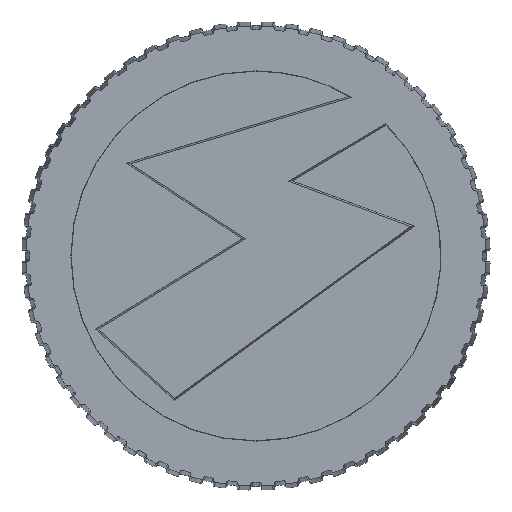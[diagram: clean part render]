
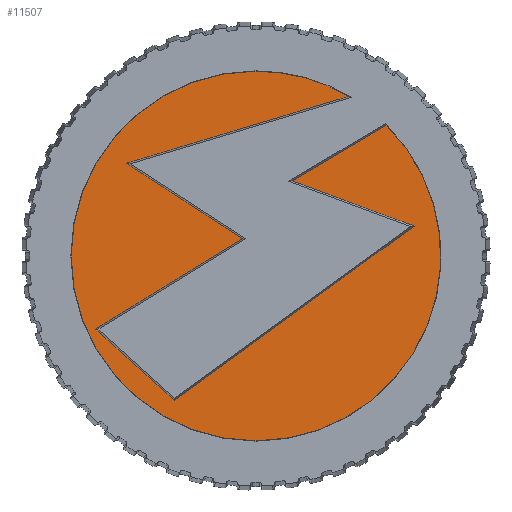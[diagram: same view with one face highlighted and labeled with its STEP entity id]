
A CAD part, front view. The second image highlights one B-rep face of the part: STEP entity #11507.
In plain terms, the highlighted planar face has unit normal (0, -1, 0).
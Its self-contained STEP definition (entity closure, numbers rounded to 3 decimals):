
#153 = AXIS2_PLACEMENT_3D ( 'NONE', #17918, #27096, #26786 ) ;
#392 = CIRCLE ( 'NONE', #22954, 10.283 ) ;
#1480 = ORIENTED_EDGE ( 'NONE', *, *, #15154, .T. ) ;
#1753 = CARTESIAN_POINT ( 'NONE',  ( 8.797, 0.5, 1.665 ) ) ;
#2024 = EDGE_CURVE ( 'NONE', #18391, #27821, #26567, .T. ) ;
#2084 = ORIENTED_EDGE ( 'NONE', *, *, #18093, .F. ) ;
#2329 = DIRECTION ( 'NONE',  ( 0., -1., 0. ) ) ;
#2364 = ORIENTED_EDGE ( 'NONE', *, *, #17976, .T. ) ;
#2458 = CARTESIAN_POINT ( 'NONE',  ( -0.746, 0.5, 0.964 ) ) ;
#3175 = VERTEX_POINT ( 'NONE', #2458 ) ;
#3596 = PLANE ( 'NONE',  #29369 ) ;
#3598 = CARTESIAN_POINT ( 'NONE',  ( -4.54, 0.5, -8.03 ) ) ;
#4082 = DIRECTION ( 'NONE',  ( 0., -1., 0. ) ) ;
#6173 = DIRECTION ( 'NONE',  ( 0.86, 0., 0.511 ) ) ;
#6314 = CARTESIAN_POINT ( 'NONE',  ( 2.012, 0.5, 4.178 ) ) ;
#6463 = LINE ( 'NONE', #13534, #24484 ) ;
#7203 = ORIENTED_EDGE ( 'NONE', *, *, #7664, .F. ) ;
#7624 = EDGE_CURVE ( 'NONE', #7826, #3175, #15713, .T. ) ;
#7664 = EDGE_CURVE ( 'NONE', #16586, #28438, #22350, .T. ) ;
#7826 = VERTEX_POINT ( 'NONE', #21275 ) ;
#8154 = VERTEX_POINT ( 'NONE', #21238 ) ;
#8352 = CARTESIAN_POINT ( 'NONE',  ( -7.216, 0.5, 5.159 ) ) ;
#8800 = CARTESIAN_POINT ( 'NONE',  ( 0., 0.5, 0. ) ) ;
#9320 = EDGE_CURVE ( 'NONE', #3175, #17868, #10370, .T. ) ;
#10370 = LINE ( 'NONE', #28720, #18292 ) ;
#11122 = DIRECTION ( 'NONE',  ( -0.852, 0., -0.523 ) ) ;
#11507 = ADVANCED_FACE ( 'NONE', ( #21798 ), #3596, .T. ) ;
#11798 = DIRECTION ( 'NONE',  ( 0.743, 0., -0.67 ) ) ;
#11918 = ORIENTED_EDGE ( 'NONE', *, *, #27720, .T. ) ;
#12760 = DIRECTION ( 'NONE',  ( 0.809, 0., 0.588 ) ) ;
#13040 = AXIS2_PLACEMENT_3D ( 'NONE', #8800, #2329, #15562 ) ;
#13472 = ORIENTED_EDGE ( 'NONE', *, *, #9320, .F. ) ;
#13534 = CARTESIAN_POINT ( 'NONE',  ( -2.021, 0.5, 6.721 ) ) ;
#13571 = ORIENTED_EDGE ( 'NONE', *, *, #7624, .F. ) ;
#13848 = VERTEX_POINT ( 'NONE', #18516 ) ;
#13975 = CARTESIAN_POINT ( 'NONE',  ( 5.176, 0.5, 8.885 ) ) ;
#14350 = CARTESIAN_POINT ( 'NONE',  ( 0., 0.5, 10.283 ) ) ;
#14498 = VECTOR ( 'NONE', #11798, 1000. ) ;
#15154 = EDGE_CURVE ( 'NONE', #7826, #28557, #6463, .T. ) ;
#15299 = DIRECTION ( 'NONE',  ( 0., -1., 0. ) ) ;
#15562 = DIRECTION ( 'NONE',  ( 0., 0., -1. ) ) ;
#15633 = DIRECTION ( 'NONE',  ( 0.958, 0., 0.288 ) ) ;
#15713 = LINE ( 'NONE', #8352, #23550 ) ;
#16303 = LINE ( 'NONE', #23241, #14498 ) ;
#16586 = VERTEX_POINT ( 'NONE', #26716 ) ;
#16865 = CIRCLE ( 'NONE', #13040, 10.283 ) ;
#17211 = VECTOR ( 'NONE', #6173, 1000. ) ;
#17393 = DIRECTION ( 'NONE',  ( 0.839, 0., -0.544 ) ) ;
#17436 = CARTESIAN_POINT ( 'NONE',  ( 0., 0.5, 0. ) ) ;
#17868 = VERTEX_POINT ( 'NONE', #21103 ) ;
#17918 = CARTESIAN_POINT ( 'NONE',  ( 0., 0.5, 0. ) ) ;
#17976 = EDGE_CURVE ( 'NONE', #28557, #18391, #392, .T. ) ;
#18093 = EDGE_CURVE ( 'NONE', #28438, #13848, #22133, .T. ) ;
#18248 = VECTOR ( 'NONE', #12760, 1000. ) ;
#18292 = VECTOR ( 'NONE', #11122, 1000. ) ;
#18391 = VERTEX_POINT ( 'NONE', #14350 ) ;
#18516 = CARTESIAN_POINT ( 'NONE',  ( 7.251, 0.5, 7.29 ) ) ;
#19879 = CARTESIAN_POINT ( 'NONE',  ( 2.012, 0.5, 4.178 ) ) ;
#20412 = EDGE_LOOP ( 'NONE', ( #13571, #1480, #2364, #21780, #11918, #2084, #7203, #25100, #24438, #13472 ) ) ;
#20838 = DIRECTION ( 'NONE',  ( -0.938, 0., 0.347 ) ) ;
#21103 = CARTESIAN_POINT ( 'NONE',  ( -8.939, 0.5, -4.065 ) ) ;
#21238 = CARTESIAN_POINT ( 'NONE',  ( -4.54, 0.5, -8.03 ) ) ;
#21275 = CARTESIAN_POINT ( 'NONE',  ( -7.216, 0.5, 5.159 ) ) ;
#21780 = ORIENTED_EDGE ( 'NONE', *, *, #2024, .T. ) ;
#21798 = FACE_OUTER_BOUND ( 'NONE', #20412, .T. ) ;
#22133 = LINE ( 'NONE', #19879, #17211 ) ;
#22285 = DIRECTION ( 'NONE',  ( 0., 0., -1. ) ) ;
#22350 = LINE ( 'NONE', #1753, #27406 ) ;
#22954 = AXIS2_PLACEMENT_3D ( 'NONE', #27251, #4082, #22285 ) ;
#23241 = CARTESIAN_POINT ( 'NONE',  ( -8.939, 0.5, -4.065 ) ) ;
#23297 = EDGE_CURVE ( 'NONE', #8154, #16586, #24219, .T. ) ;
#23550 = VECTOR ( 'NONE', #17393, 1000. ) ;
#24219 = LINE ( 'NONE', #3598, #18248 ) ;
#24438 = ORIENTED_EDGE ( 'NONE', *, *, #28859, .F. ) ;
#24484 = VECTOR ( 'NONE', #15633, 1000. ) ;
#25100 = ORIENTED_EDGE ( 'NONE', *, *, #23297, .F. ) ;
#26567 = CIRCLE ( 'NONE', #153, 10.283 ) ;
#26615 = DIRECTION ( 'NONE',  ( 0., 0., -1. ) ) ;
#26716 = CARTESIAN_POINT ( 'NONE',  ( 8.797, 0.5, 1.665 ) ) ;
#26786 = DIRECTION ( 'NONE',  ( 0., 0., -1. ) ) ;
#27096 = DIRECTION ( 'NONE',  ( 0., -1., 0. ) ) ;
#27251 = CARTESIAN_POINT ( 'NONE',  ( 0., 0.5, 0. ) ) ;
#27406 = VECTOR ( 'NONE', #20838, 1000. ) ;
#27720 = EDGE_CURVE ( 'NONE', #27821, #13848, #16865, .T. ) ;
#27821 = VERTEX_POINT ( 'NONE', #29699 ) ;
#28438 = VERTEX_POINT ( 'NONE', #6314 ) ;
#28557 = VERTEX_POINT ( 'NONE', #13975 ) ;
#28720 = CARTESIAN_POINT ( 'NONE',  ( -0.746, 0.5, 0.964 ) ) ;
#28859 = EDGE_CURVE ( 'NONE', #17868, #8154, #16303, .T. ) ;
#29369 = AXIS2_PLACEMENT_3D ( 'NONE', #17436, #15299, #26615 ) ;
#29699 = CARTESIAN_POINT ( 'NONE',  ( 0., 0.5, -10.283 ) ) ;
